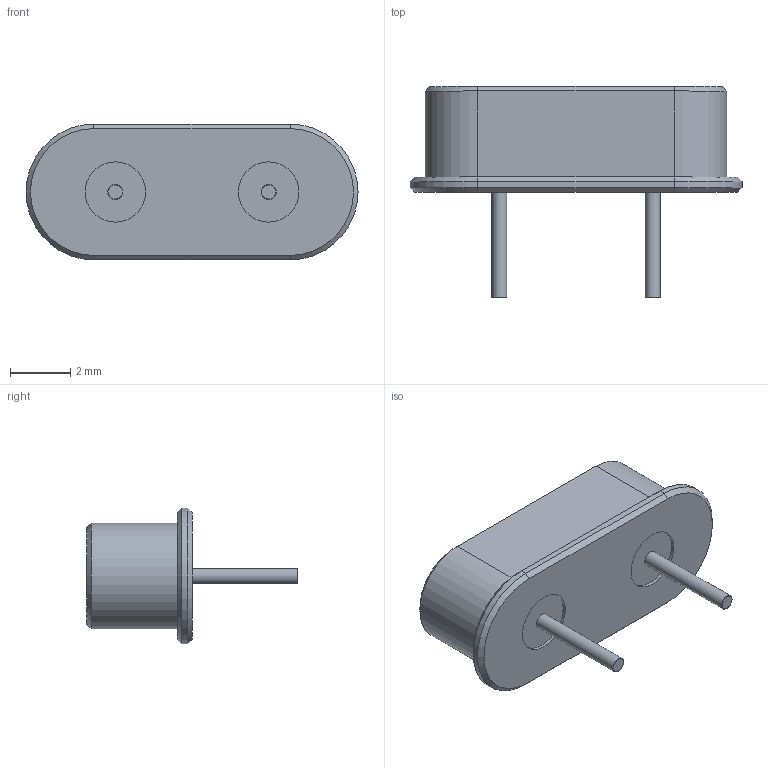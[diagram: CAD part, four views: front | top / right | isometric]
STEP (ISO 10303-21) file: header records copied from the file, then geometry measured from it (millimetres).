
FILE_DESCRIPTION(/* description */ (''),/* implementation_level */ '2;1');
FILE_NAME(/* name */ 'crystal-8MHz.stp',/* time_stamp */ '2023-09-11T14:59:49+03:00',/* author */ ('Stanislav Petkov'),/* organization */ (''),/* preprocessor_version */ 'ST-DEVELOPER v15.2',/* originating_system */ 'Autodesk Inventor 2014',/* authorisation */ '');
FILE_SCHEMA (('AUTOMOTIVE_DESIGN { 1 0 10303 214 3 1 1 }'));
Length unit declared in the file: millimetre
Products named in the file (1): cristal-8MHz
Bounding box: 11 x 7.01 x 4.5 mm (x, y, z)
Volume: 119.6 mm3; surface area: 181.9 mm2
Topology: 1 solids, 1 shells, 185 faces, 472 edges, 310 vertices
Faces by surface type: plane 94, bspline 75, cone 8, cylinder 8
Full cylindrical faces by diameter (mm): 0.5 x2, 2 x2
Entity records: 6074 total; most frequent: CARTESIAN_POINT 1937, ORIENTED_EDGE 932, DIRECTION 562, EDGE_CURVE 466, VERTEX_POINT 310, LINE 292, VECTOR 292, EDGE_LOOP 212
